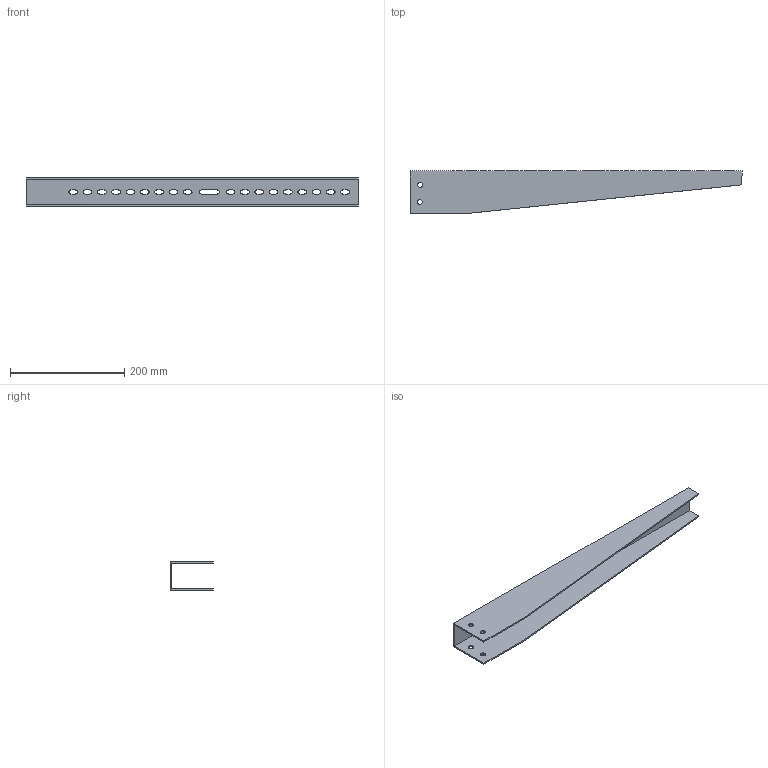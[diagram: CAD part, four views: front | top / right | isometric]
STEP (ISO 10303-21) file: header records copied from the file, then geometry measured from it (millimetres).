
FILE_DESCRIPTION (( 'STEP AP203' ), '1' );
FILE_NAME ('CLP1CZ-500 Êðîíøòåéí 500.STEP', '2016-03-15T13:19:17', ( '' ), ( '' ), 'SwSTEP 2.0', 'SolidWorks 2014', '' );
FILE_SCHEMA (( 'CONFIG_CONTROL_DESIGN' ));
Length unit declared in the file: millimetre
Products named in the file (1): CLP1CZ-500 ﾊ煇鳫 500
Bounding box: 580 x 75 x 50 mm (x, y, z)
Volume: 217275.8 mm3; surface area: 179646 mm2
Topology: 1 solids, 1 shells, 100 faces, 290 edges, 192 vertices
Faces by surface type: plane 58, cylinder 42
Full cylindrical faces by diameter (mm): 9 x4
Entity records: 3419 total; most frequent: CARTESIAN_POINT 571, DIRECTION 568, ORIENTED_EDGE 564, EDGE_CURVE 282, VECTOR 198, LINE 198, VERTEX_POINT 188, AXIS2_PLACEMENT_3D 185
